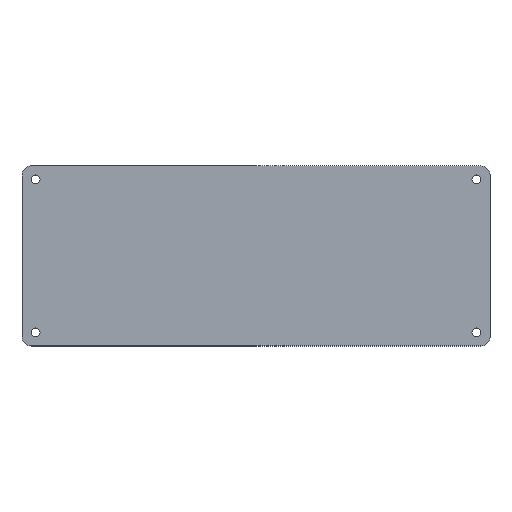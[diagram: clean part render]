
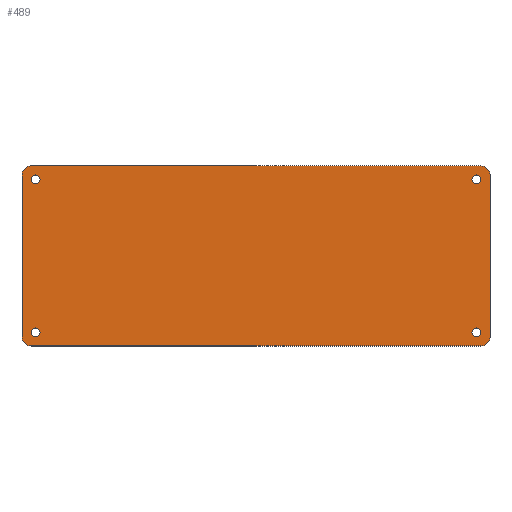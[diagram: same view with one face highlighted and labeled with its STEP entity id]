
A CAD part, top view. The second image highlights one B-rep face of the part: STEP entity #489.
In plain terms, the highlighted planar face has unit normal (0, 0, 1).
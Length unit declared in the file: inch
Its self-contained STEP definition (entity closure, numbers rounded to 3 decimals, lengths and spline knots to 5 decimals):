
#21 = VERTEX_POINT ( 'NONE', #92 ) ;
#22 = CARTESIAN_POINT ( 'NONE',  ( 6.5, 2.25, 0. ) ) ;
#26 = EDGE_CURVE ( 'NONE', #180, #311, #164, .T. ) ;
#47 = FACE_OUTER_BOUND ( 'NONE', #291, .T. ) ;
#48 = ORIENTED_EDGE ( 'NONE', *, *, #441, .F. ) ;
#52 = AXIS2_PLACEMENT_3D ( 'NONE', #254, #145, #181 ) ;
#54 = CARTESIAN_POINT ( 'NONE',  ( -6.25, 2.25, 0. ) ) ;
#57 = CARTESIAN_POINT ( 'NONE',  ( -6.25, 2.125, 0. ) ) ;
#63 = CIRCLE ( 'NONE', #342, 0.125 ) ;
#65 = VERTEX_POINT ( 'NONE', #347 ) ;
#67 = DIRECTION ( 'NONE',  ( 0., 0., -1. ) ) ;
#84 = EDGE_CURVE ( 'NONE', #65, #105, #263, .T. ) ;
#89 = DIRECTION ( 'NONE',  ( 0., 1., 0. ) ) ;
#90 = VERTEX_POINT ( 'NONE', #275 ) ;
#92 = CARTESIAN_POINT ( 'NONE',  ( 6., -2.125, 0. ) ) ;
#96 = ORIENTED_EDGE ( 'NONE', *, *, #115, .F. ) ;
#98 = CARTESIAN_POINT ( 'NONE',  ( 6.25, 2.5, 0. ) ) ;
#103 = EDGE_LOOP ( 'NONE', ( #217 ) ) ;
#105 = VERTEX_POINT ( 'NONE', #158 ) ;
#114 = DIRECTION ( 'NONE',  ( 1., 0., 0. ) ) ;
#115 = EDGE_CURVE ( 'NONE', #514, #461, #316, .T. ) ;
#120 = AXIS2_PLACEMENT_3D ( 'NONE', #54, #376, #299 ) ;
#125 = EDGE_CURVE ( 'NONE', #410, #410, #63, .T. ) ;
#128 = LINE ( 'NONE', #288, #431 ) ;
#129 = AXIS2_PLACEMENT_3D ( 'NONE', #201, #67, #426 ) ;
#132 = ORIENTED_EDGE ( 'NONE', *, *, #454, .F. ) ;
#139 = EDGE_LOOP ( 'NONE', ( #271 ) ) ;
#144 = AXIS2_PLACEMENT_3D ( 'NONE', #194, #463, #427 ) ;
#145 = DIRECTION ( 'NONE',  ( 0., 0., -1. ) ) ;
#146 = DIRECTION ( 'NONE',  ( 0., 0., -1. ) ) ;
#148 = DIRECTION ( 'NONE',  ( 0., -1., 0. ) ) ;
#158 = CARTESIAN_POINT ( 'NONE',  ( 6.5, -2.25, 0. ) ) ;
#164 = CIRCLE ( 'NONE', #464, 0.25 ) ;
#166 = EDGE_CURVE ( 'NONE', #90, #180, #508, .T. ) ;
#170 = CARTESIAN_POINT ( 'NONE',  ( -6.5, -2.25, 0. ) ) ;
#171 = VERTEX_POINT ( 'NONE', #429 ) ;
#173 = CIRCLE ( 'NONE', #491, 0.125 ) ;
#175 = VERTEX_POINT ( 'NONE', #215 ) ;
#177 = FACE_BOUND ( 'NONE', #103, .T. ) ;
#180 = VERTEX_POINT ( 'NONE', #279 ) ;
#181 = DIRECTION ( 'NONE',  ( -1., 0., 0. ) ) ;
#187 = EDGE_CURVE ( 'NONE', #105, #90, #357, .T. ) ;
#188 = CARTESIAN_POINT ( 'NONE',  ( -6.25, 2.5, 0. ) ) ;
#189 = CARTESIAN_POINT ( 'NONE',  ( -6.25, -2.25, 0. ) ) ;
#193 = VECTOR ( 'NONE', #471, 39.37008 ) ;
#194 = CARTESIAN_POINT ( 'NONE',  ( 6.125, -2.125, 0. ) ) ;
#196 = DIRECTION ( 'NONE',  ( 0., 0., -1. ) ) ;
#199 = CIRCLE ( 'NONE', #144, 0.125 ) ;
#201 = CARTESIAN_POINT ( 'NONE',  ( 6.25, -2.25, 0. ) ) ;
#207 = DIRECTION ( 'NONE',  ( -1., 0., 0. ) ) ;
#210 = EDGE_CURVE ( 'NONE', #21, #21, #199, .T. ) ;
#211 = CARTESIAN_POINT ( 'NONE',  ( 0., 0., 0. ) ) ;
#215 = CARTESIAN_POINT ( 'NONE',  ( -6.25, -2.125, 0. ) ) ;
#216 = AXIS2_PLACEMENT_3D ( 'NONE', #414, #449, #207 ) ;
#217 = ORIENTED_EDGE ( 'NONE', *, *, #210, .T. ) ;
#226 = ORIENTED_EDGE ( 'NONE', *, *, #26, .F. ) ;
#242 = EDGE_CURVE ( 'NONE', #377, #377, #173, .T. ) ;
#247 = FACE_BOUND ( 'NONE', #139, .T. ) ;
#254 = CARTESIAN_POINT ( 'NONE',  ( -6.125, -2.125, 0. ) ) ;
#259 = FACE_BOUND ( 'NONE', #511, .T. ) ;
#261 = CARTESIAN_POINT ( 'NONE',  ( 6., 2.125, 0. ) ) ;
#263 = LINE ( 'NONE', #22, #268 ) ;
#268 = VECTOR ( 'NONE', #148, 39.37008 ) ;
#271 = ORIENTED_EDGE ( 'NONE', *, *, #125, .T. ) ;
#275 = CARTESIAN_POINT ( 'NONE',  ( 6.25, -2.5, 0. ) ) ;
#279 = CARTESIAN_POINT ( 'NONE',  ( -6.25, -2.5, 0. ) ) ;
#280 = CARTESIAN_POINT ( 'NONE',  ( 6.125, 2.125, 0. ) ) ;
#281 = CIRCLE ( 'NONE', #52, 0.125 ) ;
#288 = CARTESIAN_POINT ( 'NONE',  ( -6.5, -2.25, 0. ) ) ;
#291 = EDGE_LOOP ( 'NONE', ( #477, #132, #96, #48, #406, #226, #307, #382 ) ) ;
#294 = ORIENTED_EDGE ( 'NONE', *, *, #242, .T. ) ;
#299 = DIRECTION ( 'NONE',  ( -1., 0., 0. ) ) ;
#307 = ORIENTED_EDGE ( 'NONE', *, *, #166, .F. ) ;
#311 = VERTEX_POINT ( 'NONE', #170 ) ;
#313 = DIRECTION ( 'NONE',  ( -1., 0., 0. ) ) ;
#316 = LINE ( 'NONE', #428, #418 ) ;
#321 = CARTESIAN_POINT ( 'NONE',  ( -6.125, 2.125, 0. ) ) ;
#328 = DIRECTION ( 'NONE',  ( 1., 0., 0. ) ) ;
#342 = AXIS2_PLACEMENT_3D ( 'NONE', #321, #196, #386 ) ;
#347 = CARTESIAN_POINT ( 'NONE',  ( 6.5, 2.25, 0. ) ) ;
#351 = CIRCLE ( 'NONE', #120, 0.25 ) ;
#352 = DIRECTION ( 'NONE',  ( 0., 0., -1. ) ) ;
#357 = CIRCLE ( 'NONE', #129, 0.25 ) ;
#359 = CARTESIAN_POINT ( 'NONE',  ( 6.25, -2.5, 0. ) ) ;
#368 = DIRECTION ( 'NONE',  ( 0., 0., 1. ) ) ;
#376 = DIRECTION ( 'NONE',  ( 0., 0., -1. ) ) ;
#377 = VERTEX_POINT ( 'NONE', #261 ) ;
#382 = ORIENTED_EDGE ( 'NONE', *, *, #187, .F. ) ;
#386 = DIRECTION ( 'NONE',  ( -1., 0., 0. ) ) ;
#401 = PLANE ( 'NONE',  #466 ) ;
#402 = EDGE_LOOP ( 'NONE', ( #294 ) ) ;
#406 = ORIENTED_EDGE ( 'NONE', *, *, #474, .F. ) ;
#409 = CIRCLE ( 'NONE', #216, 0.25 ) ;
#410 = VERTEX_POINT ( 'NONE', #57 ) ;
#412 = FACE_BOUND ( 'NONE', #402, .T. ) ;
#414 = CARTESIAN_POINT ( 'NONE',  ( 6.25, 2.25, 0. ) ) ;
#416 = EDGE_CURVE ( 'NONE', #175, #175, #281, .T. ) ;
#418 = VECTOR ( 'NONE', #114, 39.37008 ) ;
#426 = DIRECTION ( 'NONE',  ( -1., 0., 0. ) ) ;
#427 = DIRECTION ( 'NONE',  ( -1., 0., 0. ) ) ;
#428 = CARTESIAN_POINT ( 'NONE',  ( -6.25, 2.5, 0. ) ) ;
#429 = CARTESIAN_POINT ( 'NONE',  ( -6.5, 2.25, 0. ) ) ;
#431 = VECTOR ( 'NONE', #89, 39.37008 ) ;
#441 = EDGE_CURVE ( 'NONE', #171, #514, #351, .T. ) ;
#449 = DIRECTION ( 'NONE',  ( 0., 0., -1. ) ) ;
#454 = EDGE_CURVE ( 'NONE', #461, #65, #409, .T. ) ;
#461 = VERTEX_POINT ( 'NONE', #98 ) ;
#463 = DIRECTION ( 'NONE',  ( 0., 0., -1. ) ) ;
#464 = AXIS2_PLACEMENT_3D ( 'NONE', #189, #146, #493 ) ;
#466 = AXIS2_PLACEMENT_3D ( 'NONE', #211, #368, #328 ) ;
#471 = DIRECTION ( 'NONE',  ( -1., 0., 0. ) ) ;
#474 = EDGE_CURVE ( 'NONE', #311, #171, #128, .T. ) ;
#477 = ORIENTED_EDGE ( 'NONE', *, *, #84, .F. ) ;
#483 = ORIENTED_EDGE ( 'NONE', *, *, #416, .T. ) ;
#489 = ADVANCED_FACE ( 'NONE', ( #177, #259, #247, #412, #47 ), #401, .T. ) ;
#491 = AXIS2_PLACEMENT_3D ( 'NONE', #280, #352, #313 ) ;
#493 = DIRECTION ( 'NONE',  ( -1., 0., 0. ) ) ;
#508 = LINE ( 'NONE', #359, #193 ) ;
#511 = EDGE_LOOP ( 'NONE', ( #483 ) ) ;
#514 = VERTEX_POINT ( 'NONE', #188 ) ;
